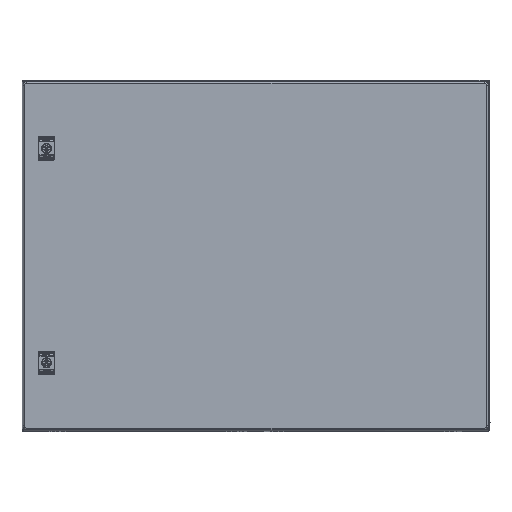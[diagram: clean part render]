
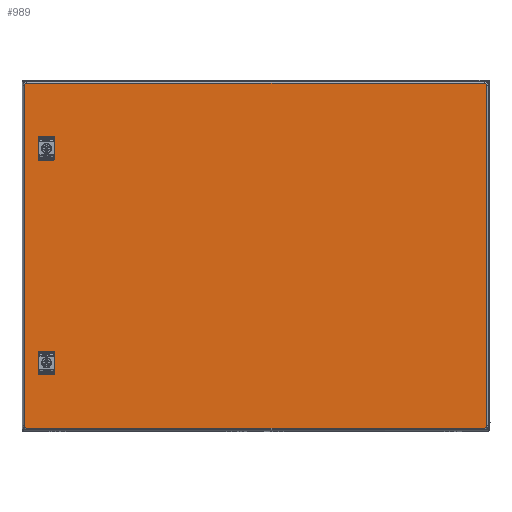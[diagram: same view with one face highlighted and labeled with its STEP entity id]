
A CAD part, top view. The second image highlights one B-rep face of the part: STEP entity #989.
In plain terms, the highlighted planar face has unit normal (0, 0, 1).
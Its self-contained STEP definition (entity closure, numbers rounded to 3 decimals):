
#989=ADVANCED_FACE('',(#5842,#5843,#5844),#5845,.T.);
#5842=FACE_OUTER_BOUND('',#16166,.T.);
#5843=FACE_BOUND('',#16167,.T.);
#5844=FACE_BOUND('',#16168,.T.);
#5845=PLANE('',#16169);
#16166=EDGE_LOOP('',(#34661,#34662,#34663,#34664,#34665,#34666,#34667,#34668));
#16167=EDGE_LOOP('',(#34669,#34670,#34671,#34672));
#16168=EDGE_LOOP('',(#34673,#34674,#34675,#34676));
#16169=AXIS2_PLACEMENT_3D('',#34677,#34678,#34679);
#34661=ORIENTED_EDGE('',*,*,#63149,.F.);
#34662=ORIENTED_EDGE('',*,*,#63150,.T.);
#34663=ORIENTED_EDGE('',*,*,#63151,.F.);
#34664=ORIENTED_EDGE('',*,*,#63152,.T.);
#34665=ORIENTED_EDGE('',*,*,#63153,.F.);
#34666=ORIENTED_EDGE('',*,*,#63154,.T.);
#34667=ORIENTED_EDGE('',*,*,#63155,.F.);
#34668=ORIENTED_EDGE('',*,*,#63156,.T.);
#34669=ORIENTED_EDGE('',*,*,#63157,.F.);
#34670=ORIENTED_EDGE('',*,*,#63158,.T.);
#34671=ORIENTED_EDGE('',*,*,#63159,.F.);
#34672=ORIENTED_EDGE('',*,*,#63160,.T.);
#34673=ORIENTED_EDGE('',*,*,#63161,.F.);
#34674=ORIENTED_EDGE('',*,*,#63162,.T.);
#34675=ORIENTED_EDGE('',*,*,#63163,.F.);
#34676=ORIENTED_EDGE('',*,*,#63164,.T.);
#34677=CARTESIAN_POINT('',(-0.3,0.0,302.51));
#34678=DIRECTION('',(0.0,0.0,1.0));
#34679=DIRECTION('',(1.0,0.0,0.0));
#63149=EDGE_CURVE('',#74822,#74823,#74824,.T.);
#63150=EDGE_CURVE('',#74822,#74825,#74826,.T.);
#63151=EDGE_CURVE('',#74827,#74825,#74828,.T.);
#63152=EDGE_CURVE('',#74827,#74829,#74830,.T.);
#63153=EDGE_CURVE('',#74831,#74829,#74832,.T.);
#63154=EDGE_CURVE('',#74831,#74833,#74834,.T.);
#63155=EDGE_CURVE('',#74835,#74833,#74836,.T.);
#63156=EDGE_CURVE('',#74835,#74823,#74837,.T.);
#63157=EDGE_CURVE('',#74838,#74839,#74840,.T.);
#63158=EDGE_CURVE('',#74838,#74841,#74842,.T.);
#63159=EDGE_CURVE('',#74843,#74841,#74844,.T.);
#63160=EDGE_CURVE('',#74843,#74839,#74845,.T.);
#63161=EDGE_CURVE('',#74846,#74847,#74848,.T.);
#63162=EDGE_CURVE('',#74846,#74849,#74850,.T.);
#63163=EDGE_CURVE('',#74851,#74849,#74852,.T.);
#63164=EDGE_CURVE('',#74851,#74847,#74853,.T.);
#74822=VERTEX_POINT('',#93415);
#74823=VERTEX_POINT('',#93416);
#74824=CIRCLE('',#93417,3.5);
#74825=VERTEX_POINT('',#93418);
#74826=LINE('',#93419,#93420);
#74827=VERTEX_POINT('',#93421);
#74828=CIRCLE('',#93422,3.5);
#74829=VERTEX_POINT('',#93423);
#74830=LINE('',#93424,#93425);
#74831=VERTEX_POINT('',#93426);
#74832=CIRCLE('',#93427,3.5);
#74833=VERTEX_POINT('',#93428);
#74834=LINE('',#93429,#93430);
#74835=VERTEX_POINT('',#93431);
#74836=CIRCLE('',#93432,3.5);
#74837=LINE('',#93433,#93434);
#74838=VERTEX_POINT('',#93435);
#74839=VERTEX_POINT('',#93436);
#74840=CIRCLE('',#93437,11.75);
#74841=VERTEX_POINT('',#93438);
#74842=LINE('',#93439,#93440);
#74843=VERTEX_POINT('',#93441);
#74844=CIRCLE('',#93442,11.75);
#74845=LINE('',#93443,#93444);
#74846=VERTEX_POINT('',#93445);
#74847=VERTEX_POINT('',#93446);
#74848=CIRCLE('',#93447,11.75);
#74849=VERTEX_POINT('',#93448);
#74850=LINE('',#93449,#93450);
#74851=VERTEX_POINT('',#93451);
#74852=CIRCLE('',#93452,11.75);
#74853=LINE('',#93453,#93454);
#93415=CARTESIAN_POINT('',(391.5,295.3,302.51));
#93416=CARTESIAN_POINT('',(395.,291.8,302.51));
#93417=AXIS2_PLACEMENT_3D('',#126406,#126407,#126408);
#93418=CARTESIAN_POINT('',(-392.1,295.3,302.51));
#93419=CARTESIAN_POINT('',(391.5,295.3,302.51));
#93420=VECTOR('',#126409,783.6);
#93421=CARTESIAN_POINT('',(-395.6,291.8,302.51));
#93422=AXIS2_PLACEMENT_3D('',#126410,#126411,#126412);
#93423=CARTESIAN_POINT('',(-395.6,-291.8,302.51));
#93424=CARTESIAN_POINT('',(-395.6,291.8,302.51));
#93425=VECTOR('',#126413,583.6);
#93426=CARTESIAN_POINT('',(-392.1,-295.3,302.51));
#93427=AXIS2_PLACEMENT_3D('',#126414,#126415,#126416);
#93428=CARTESIAN_POINT('',(391.5,-295.3,302.51));
#93429=CARTESIAN_POINT('',(-392.1,-295.3,302.51));
#93430=VECTOR('',#126417,783.6);
#93431=CARTESIAN_POINT('',(395.,-291.8,302.51));
#93432=AXIS2_PLACEMENT_3D('',#126418,#126419,#126420);
#93433=CARTESIAN_POINT('',(395.,-291.8,302.51));
#93434=VECTOR('',#126421,583.6);
#93435=CARTESIAN_POINT('',(-348.0,189.504,302.51));
#93436=CARTESIAN_POINT('',(-368.2,189.504,302.51));
#93437=AXIS2_PLACEMENT_3D('',#126422,#126423,#126424);
#93438=CARTESIAN_POINT('',(-348.0,177.496,302.51));
#93439=CARTESIAN_POINT('',(-348.0,189.504,302.51));
#93440=VECTOR('',#126425,12.009);
#93441=CARTESIAN_POINT('',(-368.2,177.496,302.51));
#93442=AXIS2_PLACEMENT_3D('',#126426,#126427,#126428);
#93443=CARTESIAN_POINT('',(-368.2,177.496,302.51));
#93444=VECTOR('',#126429,12.009);
#93445=CARTESIAN_POINT('',(-348.0,-177.496,302.51));
#93446=CARTESIAN_POINT('',(-368.2,-177.496,302.51));
#93447=AXIS2_PLACEMENT_3D('',#126430,#126431,#126432);
#93448=CARTESIAN_POINT('',(-348.0,-189.504,302.51));
#93449=CARTESIAN_POINT('',(-348.0,-177.496,302.51));
#93450=VECTOR('',#126433,12.009);
#93451=CARTESIAN_POINT('',(-368.2,-189.504,302.51));
#93452=AXIS2_PLACEMENT_3D('',#126434,#126435,#126436);
#93453=CARTESIAN_POINT('',(-368.2,-189.504,302.51));
#93454=VECTOR('',#126437,12.009);
#126406=CARTESIAN_POINT('',(391.5,291.8,302.51));
#126407=DIRECTION('',(0.0,0.0,-1.0));
#126408=DIRECTION('',(0.,1.0,0.0));
#126409=DIRECTION('',(-1.0,0.,0.0));
#126410=CARTESIAN_POINT('',(-392.1,291.8,302.51));
#126411=DIRECTION('',(0.0,0.0,-1.0));
#126412=DIRECTION('',(-1.0,0.0,0.0));
#126413=DIRECTION('',(0.,-1.0,0.0));
#126414=CARTESIAN_POINT('',(-392.1,-291.8,302.51));
#126415=DIRECTION('',(0.0,0.0,-1.0));
#126416=DIRECTION('',(0.,-1.0,0.0));
#126417=DIRECTION('',(1.0,0.,0.0));
#126418=CARTESIAN_POINT('',(391.5,-291.8,302.51));
#126419=DIRECTION('',(0.0,0.0,-1.0));
#126420=DIRECTION('',(1.0,0.,0.0));
#126421=DIRECTION('',(0.0,1.0,0.0));
#126422=CARTESIAN_POINT('',(-358.1,183.5,302.51));
#126423=DIRECTION('',(0.0,-0.0,1.0));
#126424=DIRECTION('',(0.86,0.511,0.0));
#126425=DIRECTION('',(0.,-1.0,0.0));
#126426=CARTESIAN_POINT('',(-358.1,183.5,302.51));
#126427=DIRECTION('',(0.0,0.0,1.0));
#126428=DIRECTION('',(-0.86,-0.511,0.0));
#126429=DIRECTION('',(0.,1.0,0.0));
#126430=CARTESIAN_POINT('',(-358.1,-183.5,302.51));
#126431=DIRECTION('',(0.0,-0.0,1.0));
#126432=DIRECTION('',(0.86,0.511,0.0));
#126433=DIRECTION('',(0.,-1.0,0.0));
#126434=CARTESIAN_POINT('',(-358.1,-183.5,302.51));
#126435=DIRECTION('',(0.0,0.0,1.0));
#126436=DIRECTION('',(-0.86,-0.511,0.0));
#126437=DIRECTION('',(0.,1.0,0.0));
